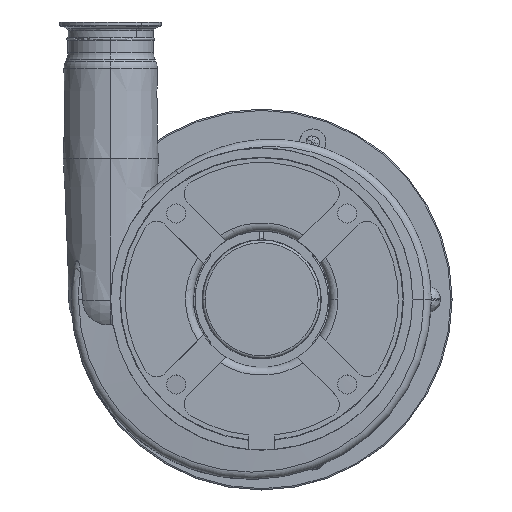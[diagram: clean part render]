
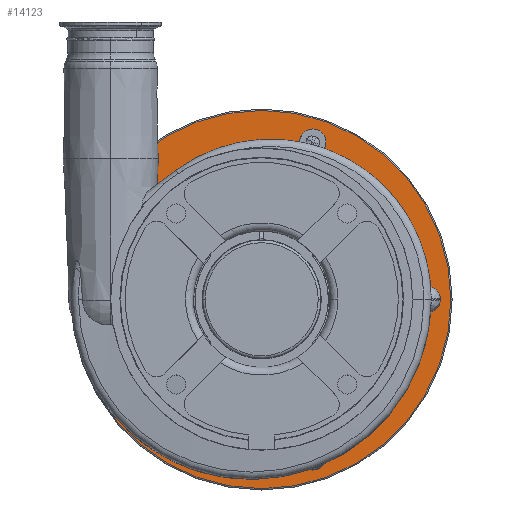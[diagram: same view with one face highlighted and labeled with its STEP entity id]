
A CAD part, top view. The second image highlights one B-rep face of the part: STEP entity #14123.
In plain terms, the highlighted planar face has unit normal (0, 0, 1).
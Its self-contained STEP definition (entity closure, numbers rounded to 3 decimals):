
#90 = FACE_BOUND ( 'NONE', #10407, .T. ) ;
#171 = DIRECTION ( 'NONE',  ( -1., 0., 0. ) ) ;
#424 = CIRCLE ( 'NONE', #9850, 144. ) ;
#434 = CIRCLE ( 'NONE', #1190, 10. ) ;
#489 = VERTEX_POINT ( 'NONE', #10011 ) ;
#533 = DIRECTION ( 'NONE',  ( 0., 0., -1. ) ) ;
#630 = DIRECTION ( 'NONE',  ( 0., 0., -1. ) ) ;
#691 = CARTESIAN_POINT ( 'NONE',  ( -101.936, 74.061, -61. ) ) ;
#760 = CARTESIAN_POINT ( 'NONE',  ( 126., 0., -61. ) ) ;
#840 = EDGE_CURVE ( 'NONE', #14368, #12615, #12837, .T. ) ;
#905 = CARTESIAN_POINT ( 'NONE',  ( 38.936, -119.833, -61. ) ) ;
#1190 = AXIS2_PLACEMENT_3D ( 'NONE', #691, #533, #11458 ) ;
#1408 = CIRCLE ( 'NONE', #4733, 144. ) ;
#1430 = DIRECTION ( 'NONE',  ( -1., 0., 0. ) ) ;
#1456 = VERTEX_POINT ( 'NONE', #9361 ) ;
#1485 = DIRECTION ( 'NONE',  ( 1., 0., 0. ) ) ;
#1514 = ORIENTED_EDGE ( 'NONE', *, *, #5902, .T. ) ;
#1811 = DIRECTION ( 'NONE',  ( -1., 0., 0. ) ) ;
#1888 = CARTESIAN_POINT ( 'NONE',  ( -101.936, 74.061, -61. ) ) ;
#2038 = AXIS2_PLACEMENT_3D ( 'NONE', #11091, #12536, #171 ) ;
#2197 = DIRECTION ( 'NONE',  ( 0., 0., 1. ) ) ;
#2388 = CARTESIAN_POINT ( 'NONE',  ( 0., 0., -61. ) ) ;
#2451 = EDGE_LOOP ( 'NONE', ( #7863, #9442 ) ) ;
#2571 = FACE_BOUND ( 'NONE', #13963, .T. ) ;
#2689 = CARTESIAN_POINT ( 'NONE',  ( 116., 0., -61. ) ) ;
#2699 = EDGE_CURVE ( 'NONE', #6047, #12366, #1408, .T. ) ;
#2723 = DIRECTION ( 'NONE',  ( -1., 0., 0. ) ) ;
#2920 = EDGE_LOOP ( 'NONE', ( #12823, #9513 ) ) ;
#3054 = ORIENTED_EDGE ( 'NONE', *, *, #14363, .T. ) ;
#3115 = EDGE_CURVE ( 'NONE', #1456, #12347, #14944, .T. ) ;
#3434 = DIRECTION ( 'NONE',  ( 0., 0., 1. ) ) ;
#3603 = CARTESIAN_POINT ( 'NONE',  ( 28.936, -119.833, -61. ) ) ;
#3666 = CARTESIAN_POINT ( 'NONE',  ( -101.936, -74.061, -61. ) ) ;
#3773 = FACE_OUTER_BOUND ( 'NONE', #2920, .T. ) ;
#3853 = DIRECTION ( 'NONE',  ( 0., 0., -1. ) ) ;
#3888 = DIRECTION ( 'NONE',  ( 0., 0., 1. ) ) ;
#4174 = DIRECTION ( 'NONE',  ( 1., 0., 0. ) ) ;
#4254 = CARTESIAN_POINT ( 'NONE',  ( -101.936, -74.061, -61. ) ) ;
#4283 = CARTESIAN_POINT ( 'NONE',  ( -111.936, 74.061, -61. ) ) ;
#4328 = AXIS2_PLACEMENT_3D ( 'NONE', #1888, #9219, #1811 ) ;
#4426 = EDGE_CURVE ( 'NONE', #12615, #14368, #10829, .T. ) ;
#4733 = AXIS2_PLACEMENT_3D ( 'NONE', #2388, #3434, #8516 ) ;
#4944 = AXIS2_PLACEMENT_3D ( 'NONE', #3666, #12051, #1430 ) ;
#4992 = AXIS2_PLACEMENT_3D ( 'NONE', #4254, #9106, #14086 ) ;
#5049 = VERTEX_POINT ( 'NONE', #11111 ) ;
#5396 = CARTESIAN_POINT ( 'NONE',  ( 0., 0., -61. ) ) ;
#5525 = AXIS2_PLACEMENT_3D ( 'NONE', #6234, #3853, #8698 ) ;
#5777 = CARTESIAN_POINT ( 'NONE',  ( -111.936, -74.061, -61. ) ) ;
#5862 = CARTESIAN_POINT ( 'NONE',  ( 0., 0., -61. ) ) ;
#5902 = EDGE_CURVE ( 'NONE', #13481, #6432, #434, .T. ) ;
#6047 = VERTEX_POINT ( 'NONE', #10508 ) ;
#6156 = FACE_BOUND ( 'NONE', #13543, .T. ) ;
#6234 = CARTESIAN_POINT ( 'NONE',  ( 0., 115., -61. ) ) ;
#6432 = VERTEX_POINT ( 'NONE', #9575 ) ;
#6514 = ORIENTED_EDGE ( 'NONE', *, *, #13553, .T. ) ;
#6568 = CARTESIAN_POINT ( 'NONE',  ( 0., 0., -61. ) ) ;
#6584 = EDGE_CURVE ( 'NONE', #8142, #6696, #12947, .T. ) ;
#6696 = VERTEX_POINT ( 'NONE', #9244 ) ;
#6845 = CARTESIAN_POINT ( 'NONE',  ( 38.936, 119.833, -61. ) ) ;
#6958 = CARTESIAN_POINT ( 'NONE',  ( 48.936, 119.833, -61. ) ) ;
#7203 = AXIS2_PLACEMENT_3D ( 'NONE', #5862, #2197, #9377 ) ;
#7357 = FACE_BOUND ( 'NONE', #2451, .T. ) ;
#7412 = AXIS2_PLACEMENT_3D ( 'NONE', #13987, #630, #12769 ) ;
#7806 = CIRCLE ( 'NONE', #13941, 10. ) ;
#7863 = ORIENTED_EDGE ( 'NONE', *, *, #6584, .T. ) ;
#7927 = EDGE_LOOP ( 'NONE', ( #15323, #3054 ) ) ;
#7953 = EDGE_CURVE ( 'NONE', #6432, #13481, #13765, .T. ) ;
#8094 = DIRECTION ( 'NONE',  ( 0., 0., -1. ) ) ;
#8142 = VERTEX_POINT ( 'NONE', #6958 ) ;
#8311 = ORIENTED_EDGE ( 'NONE', *, *, #4426, .T. ) ;
#8375 = EDGE_CURVE ( 'NONE', #6696, #8142, #11707, .T. ) ;
#8516 = DIRECTION ( 'NONE',  ( 1., 0., 0. ) ) ;
#8619 = FACE_BOUND ( 'NONE', #7927, .T. ) ;
#8698 = DIRECTION ( 'NONE',  ( -1., 0., 0. ) ) ;
#8807 = AXIS2_PLACEMENT_3D ( 'NONE', #5396, #3888, #1485 ) ;
#8918 = CARTESIAN_POINT ( 'NONE',  ( -144., 0., -61. ) ) ;
#8998 = VERTEX_POINT ( 'NONE', #2689 ) ;
#9106 = DIRECTION ( 'NONE',  ( 0., 0., -1. ) ) ;
#9131 = VERTEX_POINT ( 'NONE', #3603 ) ;
#9219 = DIRECTION ( 'NONE',  ( 0., 0., -1. ) ) ;
#9244 = CARTESIAN_POINT ( 'NONE',  ( 28.936, 119.833, -61. ) ) ;
#9361 = CARTESIAN_POINT ( 'NONE',  ( -115., 0., -61. ) ) ;
#9377 = DIRECTION ( 'NONE',  ( 1., 0., 0. ) ) ;
#9442 = ORIENTED_EDGE ( 'NONE', *, *, #8375, .T. ) ;
#9513 = ORIENTED_EDGE ( 'NONE', *, *, #13916, .T. ) ;
#9575 = CARTESIAN_POINT ( 'NONE',  ( -91.936, 74.061, -61. ) ) ;
#9668 = DIRECTION ( 'NONE',  ( 0., 0., -1. ) ) ;
#9850 = AXIS2_PLACEMENT_3D ( 'NONE', #6568, #15133, #4174 ) ;
#9866 = CIRCLE ( 'NONE', #13967, 10. ) ;
#10011 = CARTESIAN_POINT ( 'NONE',  ( 48.936, -119.833, -61. ) ) ;
#10260 = DIRECTION ( 'NONE',  ( -1., 0., 0. ) ) ;
#10407 = EDGE_LOOP ( 'NONE', ( #8311, #11353 ) ) ;
#10427 = EDGE_CURVE ( 'NONE', #5049, #8998, #15344, .T. ) ;
#10508 = CARTESIAN_POINT ( 'NONE',  ( 144., 0., -61. ) ) ;
#10562 = DIRECTION ( 'NONE',  ( -1., 0., 0. ) ) ;
#10829 = CIRCLE ( 'NONE', #4992, 10. ) ;
#10885 = AXIS2_PLACEMENT_3D ( 'NONE', #13120, #9668, #14419 ) ;
#11011 = FACE_BOUND ( 'NONE', #15644, .T. ) ;
#11091 = CARTESIAN_POINT ( 'NONE',  ( 38.936, 119.833, -61. ) ) ;
#11111 = CARTESIAN_POINT ( 'NONE',  ( 136., 0., -61. ) ) ;
#11148 = EDGE_CURVE ( 'NONE', #12347, #1456, #14110, .T. ) ;
#11240 = CARTESIAN_POINT ( 'NONE',  ( 115., 0., -61. ) ) ;
#11353 = ORIENTED_EDGE ( 'NONE', *, *, #840, .T. ) ;
#11453 = DIRECTION ( 'NONE',  ( 0., 0., -1. ) ) ;
#11456 = CARTESIAN_POINT ( 'NONE',  ( -91.936, -74.061, -61. ) ) ;
#11458 = DIRECTION ( 'NONE',  ( -1., 0., 0. ) ) ;
#11672 = AXIS2_PLACEMENT_3D ( 'NONE', #6845, #15401, #2723 ) ;
#11707 = CIRCLE ( 'NONE', #2038, 10. ) ;
#12051 = DIRECTION ( 'NONE',  ( 0., 0., -1. ) ) ;
#12347 = VERTEX_POINT ( 'NONE', #11240 ) ;
#12366 = VERTEX_POINT ( 'NONE', #8918 ) ;
#12536 = DIRECTION ( 'NONE',  ( 0., 0., -1. ) ) ;
#12615 = VERTEX_POINT ( 'NONE', #11456 ) ;
#12769 = DIRECTION ( 'NONE',  ( -1., 0., 0. ) ) ;
#12823 = ORIENTED_EDGE ( 'NONE', *, *, #2699, .T. ) ;
#12837 = CIRCLE ( 'NONE', #4944, 10. ) ;
#12947 = CIRCLE ( 'NONE', #11672, 10. ) ;
#13120 = CARTESIAN_POINT ( 'NONE',  ( 38.936, -119.833, -61. ) ) ;
#13455 = CIRCLE ( 'NONE', #10885, 10. ) ;
#13481 = VERTEX_POINT ( 'NONE', #4283 ) ;
#13515 = PLANE ( 'NONE',  #5525 ) ;
#13543 = EDGE_LOOP ( 'NONE', ( #15303, #1514 ) ) ;
#13553 = EDGE_CURVE ( 'NONE', #8998, #5049, #7806, .T. ) ;
#13765 = CIRCLE ( 'NONE', #4328, 10. ) ;
#13916 = EDGE_CURVE ( 'NONE', #12366, #6047, #424, .T. ) ;
#13941 = AXIS2_PLACEMENT_3D ( 'NONE', #760, #11453, #10260 ) ;
#13963 = EDGE_LOOP ( 'NONE', ( #14570, #14990 ) ) ;
#13967 = AXIS2_PLACEMENT_3D ( 'NONE', #905, #8094, #10562 ) ;
#13987 = CARTESIAN_POINT ( 'NONE',  ( 126., 0., -61. ) ) ;
#14086 = DIRECTION ( 'NONE',  ( -1., 0., 0. ) ) ;
#14110 = CIRCLE ( 'NONE', #7203, 115. ) ;
#14123 = ADVANCED_FACE ( 'NONE', ( #8619, #7357, #6156, #11011, #90, #2571, #3773 ), #13515, .F. ) ;
#14363 = EDGE_CURVE ( 'NONE', #9131, #489, #9866, .T. ) ;
#14368 = VERTEX_POINT ( 'NONE', #5777 ) ;
#14419 = DIRECTION ( 'NONE',  ( -1., 0., 0. ) ) ;
#14570 = ORIENTED_EDGE ( 'NONE', *, *, #11148, .F. ) ;
#14941 = EDGE_CURVE ( 'NONE', #489, #9131, #13455, .T. ) ;
#14944 = CIRCLE ( 'NONE', #8807, 115. ) ;
#14990 = ORIENTED_EDGE ( 'NONE', *, *, #3115, .F. ) ;
#15133 = DIRECTION ( 'NONE',  ( 0., 0., 1. ) ) ;
#15222 = ORIENTED_EDGE ( 'NONE', *, *, #10427, .T. ) ;
#15303 = ORIENTED_EDGE ( 'NONE', *, *, #7953, .T. ) ;
#15323 = ORIENTED_EDGE ( 'NONE', *, *, #14941, .T. ) ;
#15344 = CIRCLE ( 'NONE', #7412, 10. ) ;
#15401 = DIRECTION ( 'NONE',  ( 0., 0., -1. ) ) ;
#15644 = EDGE_LOOP ( 'NONE', ( #15222, #6514 ) ) ;
